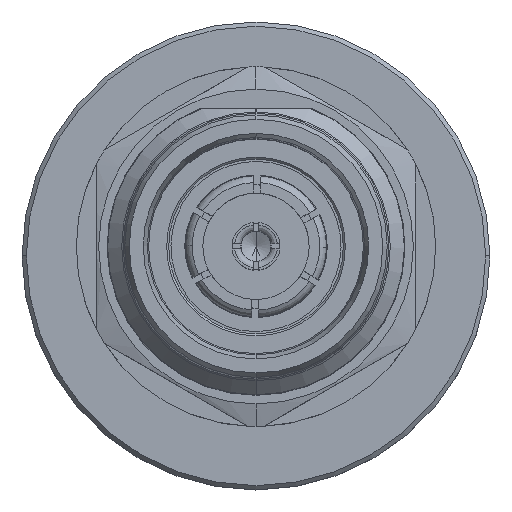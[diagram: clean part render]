
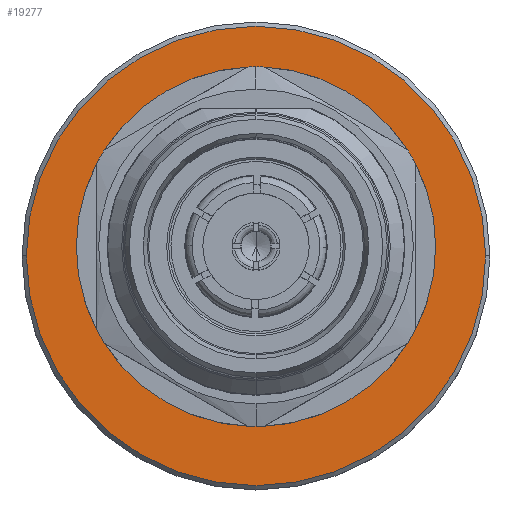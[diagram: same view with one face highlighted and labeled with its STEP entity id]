
A CAD part, top view. The second image highlights one B-rep face of the part: STEP entity #19277.
In plain terms, the highlighted face is planar.
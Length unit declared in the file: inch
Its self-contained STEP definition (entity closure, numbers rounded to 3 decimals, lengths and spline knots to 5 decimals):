
#39 = CIRCLE ( 'NONE', #12616, 0.4252 ) ;
#708 = AXIS2_PLACEMENT_3D ( 'NONE', #28559, #3013, #48902 ) ;
#2915 = DIRECTION ( 'NONE',  ( 1., 0., 0. ) ) ;
#3013 = DIRECTION ( 'NONE',  ( 1., 0., 0. ) ) ;
#8256 = FACE_BOUND ( 'NONE', #8591, .T. ) ;
#8591 = EDGE_LOOP ( 'NONE', ( #37608, #60910 ) ) ;
#8992 = CIRCLE ( 'NONE', #22584, 0.25197 ) ;
#9697 = VERTEX_POINT ( 'NONE', #32129 ) ;
#12616 = AXIS2_PLACEMENT_3D ( 'NONE', #47838, #2915, #27813 ) ;
#12902 = CARTESIAN_POINT ( 'NONE',  ( 0.90551, 0., 0. ) ) ;
#17302 = VERTEX_POINT ( 'NONE', #30372 ) ;
#18460 = DIRECTION ( 'NONE',  ( 0., 0., -1. ) ) ;
#18909 = DIRECTION ( 'NONE',  ( 1., 0., 0. ) ) ;
#19277 = ADVANCED_FACE ( 'NONE', ( #8256, #53489 ), #22993, .T. ) ;
#22584 = AXIS2_PLACEMENT_3D ( 'NONE', #12902, #62756, #18460 ) ;
#22993 = PLANE ( 'NONE',  #708 ) ;
#23930 = CARTESIAN_POINT ( 'NONE',  ( 0.90551, 0., 0. ) ) ;
#24587 = VERTEX_POINT ( 'NONE', #64793 ) ;
#24926 = EDGE_CURVE ( 'NONE', #17302, #9697, #8992, .T. ) ;
#27813 = DIRECTION ( 'NONE',  ( 0., 0., -1. ) ) ;
#28559 = CARTESIAN_POINT ( 'NONE',  ( 0.90551, 0., 0. ) ) ;
#29467 = AXIS2_PLACEMENT_3D ( 'NONE', #23930, #43953, #58698 ) ;
#29718 = ORIENTED_EDGE ( 'NONE', *, *, #33912, .T. ) ;
#30372 = CARTESIAN_POINT ( 'NONE',  ( 0.90551, 0., -0.25197 ) ) ;
#32129 = CARTESIAN_POINT ( 'NONE',  ( 0.90551, 0., 0.25197 ) ) ;
#32498 = VERTEX_POINT ( 'NONE', #60405 ) ;
#33692 = DIRECTION ( 'NONE',  ( 0., 0., -1. ) ) ;
#33912 = EDGE_CURVE ( 'NONE', #24587, #32498, #54607, .T. ) ;
#35741 = EDGE_CURVE ( 'NONE', #32498, #24587, #39, .T. ) ;
#36813 = EDGE_CURVE ( 'NONE', #9697, #17302, #52456, .T. ) ;
#37608 = ORIENTED_EDGE ( 'NONE', *, *, #36813, .F. ) ;
#42584 = ORIENTED_EDGE ( 'NONE', *, *, #35741, .T. ) ;
#43953 = DIRECTION ( 'NONE',  ( 1., 0., 0. ) ) ;
#47838 = CARTESIAN_POINT ( 'NONE',  ( 0.90551, 0., 0. ) ) ;
#48902 = DIRECTION ( 'NONE',  ( 0., 1., 0. ) ) ;
#49744 = CARTESIAN_POINT ( 'NONE',  ( 0.90551, 0., 0. ) ) ;
#50478 = EDGE_LOOP ( 'NONE', ( #29718, #42584 ) ) ;
#52456 = CIRCLE ( 'NONE', #57703, 0.25197 ) ;
#53489 = FACE_OUTER_BOUND ( 'NONE', #50478, .T. ) ;
#54607 = CIRCLE ( 'NONE', #29467, 0.4252 ) ;
#57703 = AXIS2_PLACEMENT_3D ( 'NONE', #49744, #18909, #33692 ) ;
#58698 = DIRECTION ( 'NONE',  ( 0., 0., -1. ) ) ;
#60405 = CARTESIAN_POINT ( 'NONE',  ( 0.90551, 0., -0.4252 ) ) ;
#60910 = ORIENTED_EDGE ( 'NONE', *, *, #24926, .F. ) ;
#62756 = DIRECTION ( 'NONE',  ( 1., 0., 0. ) ) ;
#64793 = CARTESIAN_POINT ( 'NONE',  ( 0.90551, 0., 0.4252 ) ) ;
